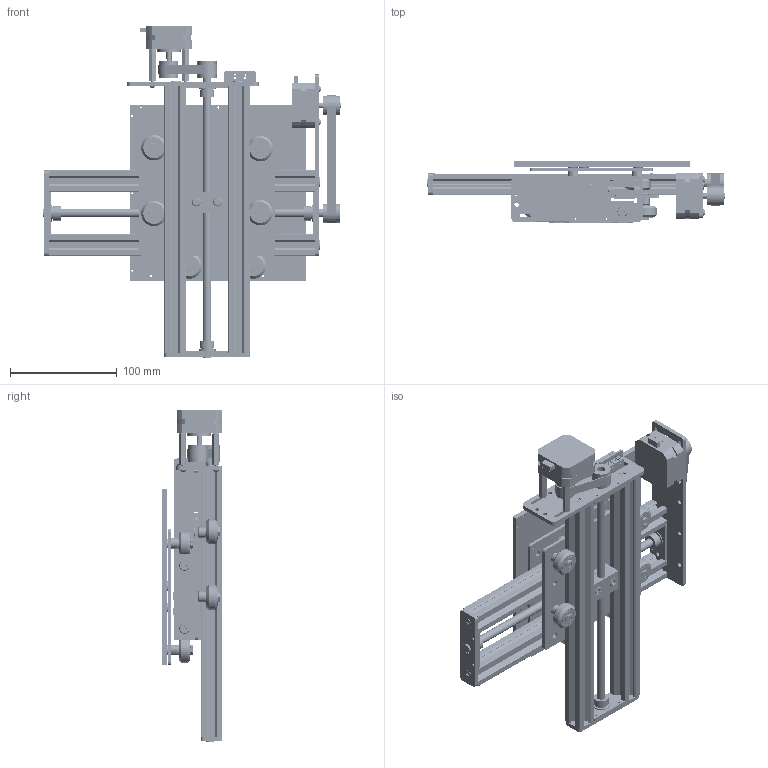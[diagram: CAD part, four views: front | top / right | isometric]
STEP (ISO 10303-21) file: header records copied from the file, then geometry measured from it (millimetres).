
FILE_DESCRIPTION(/* description */ (''),/* implementation_level */ '2;1');
FILE_NAME(/* name */ '!Low Profile XY Table v37.step',/* time_stamp */ '2022-10-25T17:12:58+02:00',/* author */ (''),/* organization */ (''),/* preprocessor_version */ 'ST-DEVELOPER v19',/* originating_system */ 'Autodesk Translation Framework v11.7.0.108',/* authorisation */ '');
FILE_SCHEMA (('AUTOMOTIVE_DESIGN { 1 0 10303 214 3 1 1 }'));
Products named in the file (62): !Low Profile XY Table; Lower Linear Rail; Linear Actuator; Sled; Solid V Wheel (1); Solid V Wheel (2); Solid V Wheel (1)_1; Solid V Wheel (2)_1; Nema 17 Stepper Motor; belt2; Standoff M3 30mm; Microswitch Bracket; (2mm) EndPlateLower; EndPlateLower_BeamBracket; EndPlateLower_InnerPart; EndPlateLower_OuterPart; Upper Linear Rail; Linear Actuator_1; 8mm leadscrew 270mm; Ball Bearing 8 x 16 x 5 (2); Self Tapping Screw; Lock Collar 8mm; Pulley 5mmID 18mmOD 16mmH; Shim Wash 8mm; V-Slot 20x20x250; (2mm) StandardEndPlate; StandardEndPlate_BeamBracket; StandardEndPlate_InnerPart; StandardEndPlate_OuterPart; Sled_1; Solid V Wheel (1)_2; Solid V Wheel (2)_2; Solid V Wheel (1)_3; Solid V Wheel (2)_3; Solid V Wheel; Ball Bearing 5 x 16 x 5; Precision Shim 10 x 5 x 1; Low Profile Nut M5; 8mm Acme Nut Block; Aluminum Spacer 6mm ...
Assembly tree (160 placements, depth 5):
  !Low Profile XY Table
    Lower Linear Rail
      Linear Actuator
        Ball Bearing 8 x 16 x 5 (2)  x2
        Lock Collar 8mm  x2
        8mm leadscrew 270mm
        Self Tapping Screw  x4
        Pulley 5mmID 18mmOD 16mmH
        Shim Wash 8mm  x2
        V-Slot 20x20x250  x2
        (2mm) StandardEndPlate
          StandardEndPlate_BeamBracket
          StandardEndPlate_InnerPart
          StandardEndPlate_OuterPart
      Sled
        Solid V Wheel (1)
          Solid V Wheel
          Ball Bearing 5 x 16 x 5  x2
          Precision Shim 10 x 5 x 1  x2
          Low Profile Nut M5
        Solid V Wheel (2)
          Aluminum Spacer 6mm
          Solid V Wheel
          Ball Bearing 5 x 16 x 5  x2
          Precision Shim 10 x 5 x 1  x2
          Low Profile Nut M5
        Solid V Wheel (1)_1
          Solid V Wheel
          Ball Bearing 5 x 16 x 5  x2
          Precision Shim 10 x 5 x 1  x2
          Low Profile Nut M5
        Solid V Wheel (2)_1
          Aluminum Spacer 6mm
          Solid V Wheel
          Ball Bearing 5 x 16 x 5  x2
          Precision Shim 10 x 5 x 1  x2
          Low Profile Nut M5
        8mm Acme Nut Block
        Aluminum Spacer 6mm  x2
        Low Profile Screw M5x20  x2
        Low Profile Screw M5x22  x4
        Nylon Insert Lock Nut M5  x2
        (3mm) SledPlate
        (5mm) SledSpacer
      Nema 17 Stepper Motor
      belt2
      Standoff M3 30mm  x3
      Button Head Screw M3x8  x3
      Pulley 5mmID 18mmOD 16mmH
      Microswitch Panasonic AV32143AT
      Microswitch Bracket
      (2mm) EndPlateLower
        EndPlateLower_BeamBracket
        EndPlateLower_InnerPart
        EndPlateLower_OuterPart
    Upper Linear Rail
      Linear Actuator_1
        Ball Bearing 8 x 16 x 5 (2)  x2
        Lock Collar 8mm  x2
        8mm leadscrew 270mm
Bounding box: 278.72 x 56.92 x 311.13 mm (x, y, z)
Volume: 597262 mm3; surface area: 463202.8 mm2
Topology: 141 solids, 141 shells, 2828 faces, 6739 edges, 4403 vertices
Faces by surface type: plane 1413, cylinder 1034, cone 321, bspline 28, torus 24, sphere 8
Full cylindrical faces by diameter (mm): 1.48 x50, 2 x94, 2.345 x3, 2.35 x153, 2.4 x6, 2.5 x8, 3 x146, 3.2 x2, 3.8 x2, 3.9 x8, 4 x17, 4.2 x24, 4.25 x4, 4.85 x8, 5 x54, 5.1 x16, 5.2 x16, 5.3 x4, 5.5 x1, 5.7 x6, 7.1 x4, 8 x16, 8.5 x4, 8.6 x32, 9 x4, 10 x24, 10.2 x8, 11 x4, 11.8 x4, 12 x6
Entity records: 45434 total; most frequent: CARTESIAN_POINT 18336, DIRECTION 5307, ORIENTED_EDGE 5130, EDGE_CURVE 2565, AXIS2_PLACEMENT_3D 1891, VERTEX_POINT 1693, LINE 1525, VECTOR 1525
